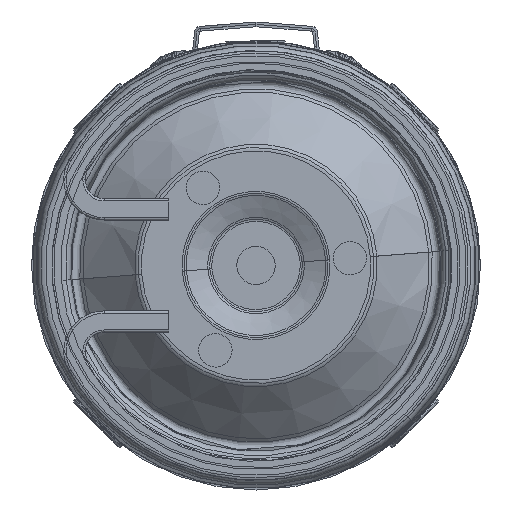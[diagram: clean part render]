
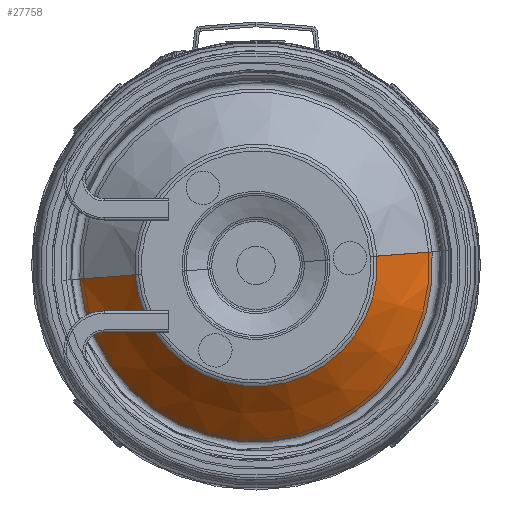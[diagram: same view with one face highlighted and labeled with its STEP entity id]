
A CAD part, front view. The second image highlights one B-rep face of the part: STEP entity #27758.
In plain terms, the highlighted conical face has half-angle 46.546 degrees and reference radius 25.375 mm.
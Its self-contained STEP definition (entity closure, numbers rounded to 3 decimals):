
#1233 = CARTESIAN_POINT ( 'NONE',  ( 0., 0.548, 25.376 ) ) ;
#1438 = EDGE_CURVE ( 'NONE', #37283, #29275, #10705, .T. ) ;
#5718 = CARTESIAN_POINT ( 'NONE',  ( 0., 0.548, 0. ) ) ;
#6321 = DIRECTION ( 'NONE',  ( 0., 1., 0. ) ) ;
#6885 = CONICAL_SURFACE ( 'NONE', #36961, 25.376, 0.812 ) ;
#7508 = CIRCLE ( 'NONE', #33132, 25.376 ) ;
#8068 = FACE_OUTER_BOUND ( 'NONE', #29518, .T. ) ;
#9573 = EDGE_CURVE ( 'NONE', #32315, #37283, #32956, .T. ) ;
#9835 = VECTOR ( 'NONE', #25683, 1000. ) ;
#10564 = CARTESIAN_POINT ( 'NONE',  ( 0., 11.526, 36.962 ) ) ;
#10705 = CIRCLE ( 'NONE', #15804, 36.962 ) ;
#12304 = CARTESIAN_POINT ( 'NONE',  ( 0., 0.548, 0. ) ) ;
#14216 = CARTESIAN_POINT ( 'NONE',  ( 0., 0.548, 25.376 ) ) ;
#15804 = AXIS2_PLACEMENT_3D ( 'NONE', #33896, #30906, #36101 ) ;
#20843 = CARTESIAN_POINT ( 'NONE',  ( 0., 11.526, -36.962 ) ) ;
#20980 = VECTOR ( 'NONE', #23732, 1000. ) ;
#21050 = EDGE_CURVE ( 'NONE', #32315, #29043, #7508, .T. ) ;
#23732 = DIRECTION ( 'NONE',  ( 0., 0.688, -0.726 ) ) ;
#23934 = DIRECTION ( 'NONE',  ( 0., 0., 1. ) ) ;
#25683 = DIRECTION ( 'NONE',  ( 0., 0.688, 0.726 ) ) ;
#26550 = ORIENTED_EDGE ( 'NONE', *, *, #9573, .F. ) ;
#27152 = CARTESIAN_POINT ( 'NONE',  ( 0., 0.548, -25.376 ) ) ;
#27758 = ADVANCED_FACE ( 'NONE', ( #8068 ), #6885, .T. ) ;
#28331 = CARTESIAN_POINT ( 'NONE',  ( 0., 0.548, -25.376 ) ) ;
#28717 = LINE ( 'NONE', #1233, #9835 ) ;
#29043 = VERTEX_POINT ( 'NONE', #14216 ) ;
#29275 = VERTEX_POINT ( 'NONE', #10564 ) ;
#29518 = EDGE_LOOP ( 'NONE', ( #26550, #30851, #30308, #32467 ) ) ;
#30308 = ORIENTED_EDGE ( 'NONE', *, *, #38130, .T. ) ;
#30851 = ORIENTED_EDGE ( 'NONE', *, *, #21050, .T. ) ;
#30906 = DIRECTION ( 'NONE',  ( 0., 1., 0. ) ) ;
#32315 = VERTEX_POINT ( 'NONE', #28331 ) ;
#32467 = ORIENTED_EDGE ( 'NONE', *, *, #1438, .F. ) ;
#32956 = LINE ( 'NONE', #27152, #20980 ) ;
#33132 = AXIS2_PLACEMENT_3D ( 'NONE', #5718, #6321, #23934 ) ;
#33896 = CARTESIAN_POINT ( 'NONE',  ( 0., 11.526, 0. ) ) ;
#36101 = DIRECTION ( 'NONE',  ( 0., 0., 1. ) ) ;
#36329 = DIRECTION ( 'NONE',  ( 0., 0., 1. ) ) ;
#36726 = DIRECTION ( 'NONE',  ( 0., 1., 0. ) ) ;
#36961 = AXIS2_PLACEMENT_3D ( 'NONE', #12304, #36726, #36329 ) ;
#37283 = VERTEX_POINT ( 'NONE', #20843 ) ;
#38130 = EDGE_CURVE ( 'NONE', #29043, #29275, #28717, .T. ) ;
